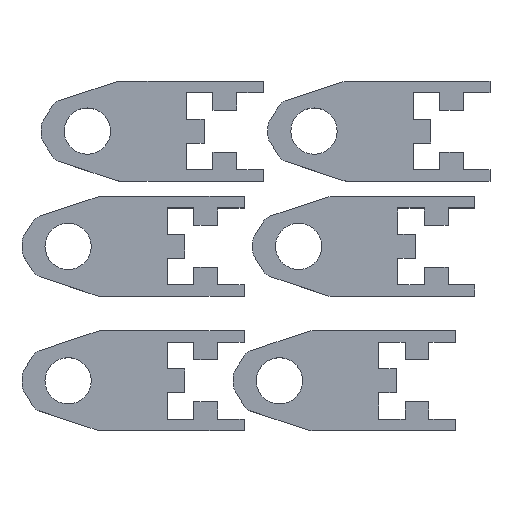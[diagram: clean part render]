
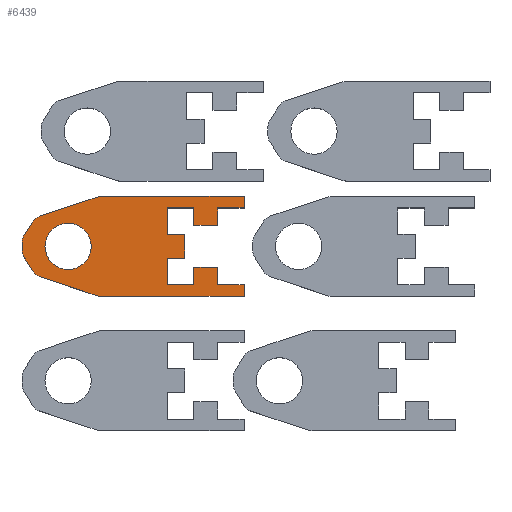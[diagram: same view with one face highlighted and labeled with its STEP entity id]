
A CAD part, top view. The second image highlights one B-rep face of the part: STEP entity #6439.
In plain terms, the highlighted planar face has unit normal (0, 0, 1).
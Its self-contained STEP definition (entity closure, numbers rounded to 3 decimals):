
#6088=CARTESIAN_POINT('',(111.8,217.,6.));
#6089=VERTEX_POINT('',#6088);
#6096=CARTESIAN_POINT('',(74.487,217.,6.));
#6097=VERTEX_POINT('',#6096);
#6098=CARTESIAN_POINT('',(111.8,217.,6.));
#6099=DIRECTION('',(-1.,0.,0.));
#6100=VECTOR('',#6099,37.313);
#6101=LINE('',#6098,#6100);
#6102=EDGE_CURVE('',#6089,#6097,#6101,.T.);
#6158=CARTESIAN_POINT('',(74.487,243.,6.));
#6159=VERTEX_POINT('',#6158);
#6160=CARTESIAN_POINT('',(111.8,243.,6.));
#6161=VERTEX_POINT('',#6160);
#6162=CARTESIAN_POINT('',(74.487,243.,6.));
#6163=DIRECTION('',(1.,0.,-0.));
#6164=VECTOR('',#6163,37.313);
#6165=LINE('',#6162,#6164);
#6166=EDGE_CURVE('',#6159,#6161,#6165,.T.);
#6184=CARTESIAN_POINT('',(46.,200.,6.));
#6185=DIRECTION('',(0.,0.,1.));
#6186=DIRECTION('',(1.,0.,0.));
#6187=AXIS2_PLACEMENT_3D('',#6184,#6185,#6186);
#6188=PLANE('',#6187);
#6189=CARTESIAN_POINT('',(59.975,230.,6.));
#6190=VERTEX_POINT('',#6189);
#6191=CARTESIAN_POINT('',(72.025,230.,6.));
#6192=VERTEX_POINT('',#6191);
#6193=CARTESIAN_POINT('',(66.,230.,6.));
#6194=DIRECTION('',(0.,0.,1.));
#6195=DIRECTION('',(1.,0.,-0.));
#6196=AXIS2_PLACEMENT_3D('',#6193,#6194,#6195);
#6197=CIRCLE('',#6196,6.025);
#6198=EDGE_CURVE('',#6190,#6192,#6197,.T.);
#6199=ORIENTED_EDGE('',*,*,#6198,.F.);
#6200=CARTESIAN_POINT('',(66.,230.,6.));
#6201=DIRECTION('',(0.,0.,1.));
#6202=DIRECTION('',(1.,0.,-0.));
#6203=AXIS2_PLACEMENT_3D('',#6200,#6201,#6202);
#6204=CIRCLE('',#6203,6.025);
#6205=EDGE_CURVE('',#6192,#6190,#6204,.T.);
#6206=ORIENTED_EDGE('',*,*,#6205,.F.);
#6207=EDGE_LOOP('',(#6199,#6206));
#6208=FACE_BOUND('',#6207,.T.);
#6209=ORIENTED_EDGE('',*,*,#6102,.F.);
#6210=CARTESIAN_POINT('',(111.8,220.,6.));
#6211=VERTEX_POINT('',#6210);
#6212=CARTESIAN_POINT('',(111.8,220.,6.));
#6213=DIRECTION('',(0.,-1.,0.));
#6214=VECTOR('',#6213,3.);
#6215=LINE('',#6212,#6214);
#6216=EDGE_CURVE('',#6211,#6089,#6215,.T.);
#6217=ORIENTED_EDGE('',*,*,#6216,.F.);
#6218=CARTESIAN_POINT('',(104.9,220.,6.));
#6219=VERTEX_POINT('',#6218);
#6220=CARTESIAN_POINT('',(111.8,220.,6.));
#6221=DIRECTION('',(-1.,0.,0.));
#6222=VECTOR('',#6221,6.9);
#6223=LINE('',#6220,#6222);
#6224=EDGE_CURVE('',#6211,#6219,#6223,.T.);
#6225=ORIENTED_EDGE('',*,*,#6224,.T.);
#6226=CARTESIAN_POINT('',(104.9,224.547,6.));
#6227=VERTEX_POINT('',#6226);
#6228=CARTESIAN_POINT('',(104.9,224.547,6.));
#6229=DIRECTION('',(0.,-1.,0.));
#6230=VECTOR('',#6229,4.547);
#6231=LINE('',#6228,#6230);
#6232=EDGE_CURVE('',#6227,#6219,#6231,.T.);
#6233=ORIENTED_EDGE('',*,*,#6232,.F.);
#6234=CARTESIAN_POINT('',(98.7,224.547,6.));
#6235=VERTEX_POINT('',#6234);
#6236=CARTESIAN_POINT('',(98.7,224.547,6.));
#6237=DIRECTION('',(1.,-0.,0.));
#6238=VECTOR('',#6237,6.2);
#6239=LINE('',#6236,#6238);
#6240=EDGE_CURVE('',#6235,#6227,#6239,.T.);
#6241=ORIENTED_EDGE('',*,*,#6240,.F.);
#6242=CARTESIAN_POINT('',(98.7,220.,6.));
#6243=VERTEX_POINT('',#6242);
#6244=CARTESIAN_POINT('',(98.7,220.,6.));
#6245=DIRECTION('',(0.,1.,0.));
#6246=VECTOR('',#6245,4.547);
#6247=LINE('',#6244,#6246);
#6248=EDGE_CURVE('',#6243,#6235,#6247,.T.);
#6249=ORIENTED_EDGE('',*,*,#6248,.F.);
#6250=CARTESIAN_POINT('',(91.8,220.,6.));
#6251=VERTEX_POINT('',#6250);
#6252=CARTESIAN_POINT('',(98.7,220.,6.));
#6253=DIRECTION('',(-1.,0.,0.));
#6254=VECTOR('',#6253,6.9);
#6255=LINE('',#6252,#6254);
#6256=EDGE_CURVE('',#6243,#6251,#6255,.T.);
#6257=ORIENTED_EDGE('',*,*,#6256,.T.);
#6258=CARTESIAN_POINT('',(91.8,226.9,6.));
#6259=VERTEX_POINT('',#6258);
#6260=CARTESIAN_POINT('',(91.8,220.,6.));
#6261=DIRECTION('',(0.,1.,0.));
#6262=VECTOR('',#6261,6.9);
#6263=LINE('',#6260,#6262);
#6264=EDGE_CURVE('',#6251,#6259,#6263,.T.);
#6265=ORIENTED_EDGE('',*,*,#6264,.T.);
#6266=CARTESIAN_POINT('',(96.4,226.9,6.));
#6267=VERTEX_POINT('',#6266);
#6268=CARTESIAN_POINT('',(96.4,226.9,6.));
#6269=DIRECTION('',(-1.,0.,0.));
#6270=VECTOR('',#6269,4.6);
#6271=LINE('',#6268,#6270);
#6272=EDGE_CURVE('',#6267,#6259,#6271,.T.);
#6273=ORIENTED_EDGE('',*,*,#6272,.F.);
#6274=CARTESIAN_POINT('',(96.4,233.1,6.));
#6275=VERTEX_POINT('',#6274);
#6276=CARTESIAN_POINT('',(96.4,233.1,6.));
#6277=DIRECTION('',(0.,-1.,0.));
#6278=VECTOR('',#6277,6.2);
#6279=LINE('',#6276,#6278);
#6280=EDGE_CURVE('',#6275,#6267,#6279,.T.);
#6281=ORIENTED_EDGE('',*,*,#6280,.F.);
#6282=CARTESIAN_POINT('',(91.8,233.1,6.));
#6283=VERTEX_POINT('',#6282);
#6284=CARTESIAN_POINT('',(96.4,233.1,6.));
#6285=DIRECTION('',(-1.,0.,0.));
#6286=VECTOR('',#6285,4.6);
#6287=LINE('',#6284,#6286);
#6288=EDGE_CURVE('',#6275,#6283,#6287,.T.);
#6289=ORIENTED_EDGE('',*,*,#6288,.T.);
#6290=CARTESIAN_POINT('',(91.8,240.,6.));
#6291=VERTEX_POINT('',#6290);
#6292=CARTESIAN_POINT('',(91.8,233.1,6.));
#6293=DIRECTION('',(0.,1.,0.));
#6294=VECTOR('',#6293,6.9);
#6295=LINE('',#6292,#6294);
#6296=EDGE_CURVE('',#6283,#6291,#6295,.T.);
#6297=ORIENTED_EDGE('',*,*,#6296,.T.);
#6298=CARTESIAN_POINT('',(98.7,240.,6.));
#6299=VERTEX_POINT('',#6298);
#6300=CARTESIAN_POINT('',(91.8,240.,6.));
#6301=DIRECTION('',(1.,0.,-0.));
#6302=VECTOR('',#6301,6.9);
#6303=LINE('',#6300,#6302);
#6304=EDGE_CURVE('',#6291,#6299,#6303,.T.);
#6305=ORIENTED_EDGE('',*,*,#6304,.T.);
#6306=CARTESIAN_POINT('',(98.7,235.453,6.));
#6307=VERTEX_POINT('',#6306);
#6308=CARTESIAN_POINT('',(98.7,235.453,6.));
#6309=DIRECTION('',(0.,1.,0.));
#6310=VECTOR('',#6309,4.547);
#6311=LINE('',#6308,#6310);
#6312=EDGE_CURVE('',#6307,#6299,#6311,.T.);
#6313=ORIENTED_EDGE('',*,*,#6312,.F.);
#6314=CARTESIAN_POINT('',(104.9,235.453,6.));
#6315=VERTEX_POINT('',#6314);
#6316=CARTESIAN_POINT('',(98.7,235.453,6.));
#6317=DIRECTION('',(1.,0.,-0.));
#6318=VECTOR('',#6317,6.2);
#6319=LINE('',#6316,#6318);
#6320=EDGE_CURVE('',#6307,#6315,#6319,.T.);
#6321=ORIENTED_EDGE('',*,*,#6320,.T.);
#6322=CARTESIAN_POINT('',(104.9,240.,6.));
#6323=VERTEX_POINT('',#6322);
#6324=CARTESIAN_POINT('',(104.9,240.,6.));
#6325=DIRECTION('',(0.,-1.,0.));
#6326=VECTOR('',#6325,4.547);
#6327=LINE('',#6324,#6326);
#6328=EDGE_CURVE('',#6323,#6315,#6327,.T.);
#6329=ORIENTED_EDGE('',*,*,#6328,.F.);
#6330=CARTESIAN_POINT('',(111.8,240.,6.));
#6331=VERTEX_POINT('',#6330);
#6332=CARTESIAN_POINT('',(104.9,240.,6.));
#6333=DIRECTION('',(1.,0.,-0.));
#6334=VECTOR('',#6333,6.9);
#6335=LINE('',#6332,#6334);
#6336=EDGE_CURVE('',#6323,#6331,#6335,.T.);
#6337=ORIENTED_EDGE('',*,*,#6336,.T.);
#6338=CARTESIAN_POINT('',(111.8,243.,6.));
#6339=DIRECTION('',(0.,-1.,0.));
#6340=VECTOR('',#6339,3.);
#6341=LINE('',#6338,#6340);
#6342=EDGE_CURVE('',#6161,#6331,#6341,.T.);
#6343=ORIENTED_EDGE('',*,*,#6342,.F.);
#6344=ORIENTED_EDGE('',*,*,#6166,.F.);
#6345=CARTESIAN_POINT('',(73.538,242.846,6.));
#6346=VERTEX_POINT('',#6345);
#6347=CARTESIAN_POINT('',(74.487,240.,6.));
#6348=DIRECTION('',(0.,0.,1.));
#6349=DIRECTION('',(1.,0.,-0.));
#6350=AXIS2_PLACEMENT_3D('',#6347,#6348,#6349);
#6351=CIRCLE('',#6350,3.);
#6352=EDGE_CURVE('',#6159,#6346,#6351,.T.);
#6353=ORIENTED_EDGE('',*,*,#6352,.T.);
#6354=CARTESIAN_POINT('',(58.51,237.837,6.));
#6355=VERTEX_POINT('',#6354);
#6356=CARTESIAN_POINT('',(73.538,242.846,6.));
#6357=DIRECTION('',(-0.949,-0.316,0.));
#6358=VECTOR('',#6357,15.841);
#6359=LINE('',#6356,#6358);
#6360=EDGE_CURVE('',#6346,#6355,#6359,.T.);
#6361=ORIENTED_EDGE('',*,*,#6360,.T.);
#6362=CARTESIAN_POINT('',(56.928,236.601,6.));
#6363=VERTEX_POINT('',#6362);
#6364=CARTESIAN_POINT('',(59.459,234.991,6.));
#6365=DIRECTION('',(0.,0.,1.));
#6366=DIRECTION('',(1.,0.,-0.));
#6367=AXIS2_PLACEMENT_3D('',#6364,#6365,#6366);
#6368=CIRCLE('',#6367,3.);
#6369=EDGE_CURVE('',#6355,#6363,#6368,.T.);
#6370=ORIENTED_EDGE('',*,*,#6369,.T.);
#6371=CARTESIAN_POINT('',(54.469,232.737,6.));
#6372=VERTEX_POINT('',#6371);
#6373=CARTESIAN_POINT('',(54.469,232.737,6.));
#6374=DIRECTION('',(0.537,0.844,0.));
#6375=VECTOR('',#6374,4.58);
#6376=LINE('',#6373,#6375);
#6377=EDGE_CURVE('',#6372,#6363,#6376,.T.);
#6378=ORIENTED_EDGE('',*,*,#6377,.F.);
#6379=CARTESIAN_POINT('',(54.,231.126,6.));
#6380=VERTEX_POINT('',#6379);
#6381=CARTESIAN_POINT('',(57.,231.126,6.));
#6382=DIRECTION('',(0.,0.,1.));
#6383=DIRECTION('',(1.,0.,-0.));
#6384=AXIS2_PLACEMENT_3D('',#6381,#6382,#6383);
#6385=CIRCLE('',#6384,3.);
#6386=EDGE_CURVE('',#6372,#6380,#6385,.T.);
#6387=ORIENTED_EDGE('',*,*,#6386,.T.);
#6388=CARTESIAN_POINT('',(54.,228.874,6.));
#6389=VERTEX_POINT('',#6388);
#6390=CARTESIAN_POINT('',(54.,228.874,6.));
#6391=DIRECTION('',(0.,1.,0.));
#6392=VECTOR('',#6391,2.253);
#6393=LINE('',#6390,#6392);
#6394=EDGE_CURVE('',#6389,#6380,#6393,.T.);
#6395=ORIENTED_EDGE('',*,*,#6394,.F.);
#6396=CARTESIAN_POINT('',(54.469,227.263,6.));
#6397=VERTEX_POINT('',#6396);
#6398=CARTESIAN_POINT('',(57.,228.874,6.));
#6399=DIRECTION('',(0.,0.,1.));
#6400=DIRECTION('',(1.,0.,-0.));
#6401=AXIS2_PLACEMENT_3D('',#6398,#6399,#6400);
#6402=CIRCLE('',#6401,3.);
#6403=EDGE_CURVE('',#6389,#6397,#6402,.T.);
#6404=ORIENTED_EDGE('',*,*,#6403,.T.);
#6405=CARTESIAN_POINT('',(56.928,223.399,6.));
#6406=VERTEX_POINT('',#6405);
#6407=CARTESIAN_POINT('',(56.928,223.399,6.));
#6408=DIRECTION('',(-0.537,0.844,0.));
#6409=VECTOR('',#6408,4.58);
#6410=LINE('',#6407,#6409);
#6411=EDGE_CURVE('',#6406,#6397,#6410,.T.);
#6412=ORIENTED_EDGE('',*,*,#6411,.F.);
#6413=CARTESIAN_POINT('',(58.51,222.163,6.));
#6414=VERTEX_POINT('',#6413);
#6415=CARTESIAN_POINT('',(59.459,225.009,6.));
#6416=DIRECTION('',(0.,0.,1.));
#6417=DIRECTION('',(1.,0.,-0.));
#6418=AXIS2_PLACEMENT_3D('',#6415,#6416,#6417);
#6419=CIRCLE('',#6418,3.);
#6420=EDGE_CURVE('',#6406,#6414,#6419,.T.);
#6421=ORIENTED_EDGE('',*,*,#6420,.T.);
#6422=CARTESIAN_POINT('',(73.538,217.154,6.));
#6423=VERTEX_POINT('',#6422);
#6424=CARTESIAN_POINT('',(73.538,217.154,6.));
#6425=DIRECTION('',(-0.949,0.316,0.));
#6426=VECTOR('',#6425,15.841);
#6427=LINE('',#6424,#6426);
#6428=EDGE_CURVE('',#6423,#6414,#6427,.T.);
#6429=ORIENTED_EDGE('',*,*,#6428,.F.);
#6430=CARTESIAN_POINT('',(74.487,220.,6.));
#6431=DIRECTION('',(0.,0.,1.));
#6432=DIRECTION('',(1.,0.,-0.));
#6433=AXIS2_PLACEMENT_3D('',#6430,#6431,#6432);
#6434=CIRCLE('',#6433,3.);
#6435=EDGE_CURVE('',#6423,#6097,#6434,.T.);
#6436=ORIENTED_EDGE('',*,*,#6435,.T.);
#6437=EDGE_LOOP('',(#6209,#6217,#6225,#6233,#6241,#6249,#6257,#6265,#6273,#6281,#6289,#6297,#6305,#6313,#6321,#6329,#6337,#6343,#6344,#6353,#6361,#6370,#6378,#6387,#6395,#6404,
#6412,#6421,#6429,#6436));
#6438=FACE_BOUND('',#6437,.T.);
#6439=ADVANCED_FACE('',(#6208,#6438),#6188,.T.);
